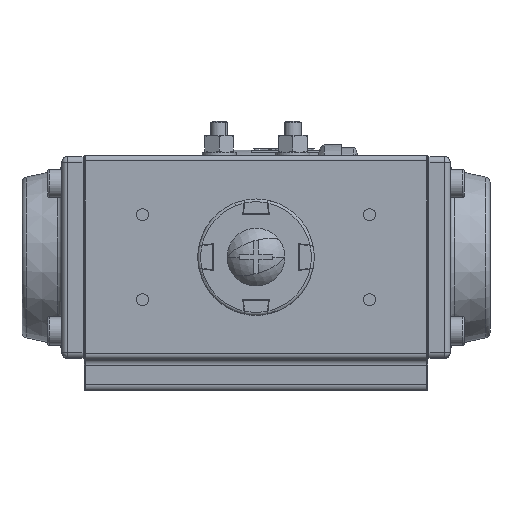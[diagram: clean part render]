
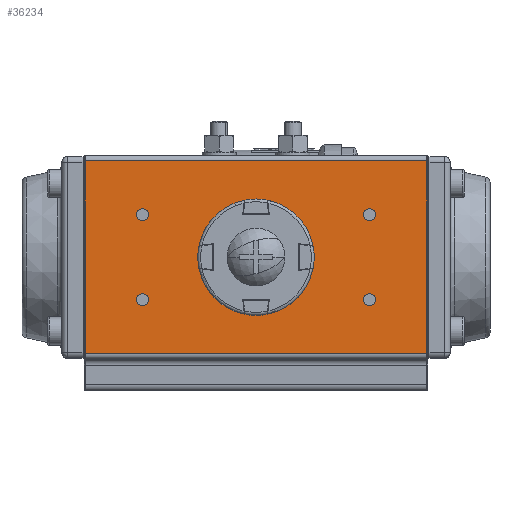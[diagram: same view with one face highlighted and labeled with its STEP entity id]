
A CAD part, top view. The second image highlights one B-rep face of the part: STEP entity #36234.
In plain terms, the highlighted planar face has unit normal (0, 0, 1).
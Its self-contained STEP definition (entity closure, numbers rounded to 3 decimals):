
#36095=CARTESIAN_POINT('',(-60.5,34.,155.));
#36096=DIRECTION('',(-0.,-0.,-1.));
#36097=DIRECTION('',(-0.,-1.,0.));
#36098=AXIS2_PLACEMENT_3D('',#36095,#36096,#36097);
#36099=PLANE('',#36098);
#36100=CARTESIAN_POINT('',(37.9,15.,155.));
#36101=VERTEX_POINT('',#36100);
#36102=CARTESIAN_POINT('',(42.1,15.,155.));
#36103=VERTEX_POINT('',#36102);
#36104=CARTESIAN_POINT('',(40.,15.,155.));
#36105=DIRECTION('',(0.,0.,1.));
#36106=DIRECTION('',(-1.,0.,0.));
#36107=AXIS2_PLACEMENT_3D('',#36104,#36105,#36106);
#36108=CIRCLE('',#36107,2.1);
#36109=EDGE_CURVE('NONE',#36101,#36103,#36108,.T.);
#36110=ORIENTED_EDGE('',*,*,#36109,.F.);
#36111=CARTESIAN_POINT('',(40.,15.,155.));
#36112=DIRECTION('',(0.,0.,1.));
#36113=DIRECTION('',(-1.,0.,0.));
#36114=AXIS2_PLACEMENT_3D('',#36111,#36112,#36113);
#36115=CIRCLE('',#36114,2.1);
#36116=EDGE_CURVE('NONE',#36103,#36101,#36115,.T.);
#36117=ORIENTED_EDGE('',*,*,#36116,.F.);
#36118=EDGE_LOOP('',(#36110,#36117));
#36119=FACE_BOUND('',#36118,.T.);
#36120=CARTESIAN_POINT('',(37.9,-15.,155.));
#36121=VERTEX_POINT('',#36120);
#36122=CARTESIAN_POINT('',(42.1,-15.,155.));
#36123=VERTEX_POINT('',#36122);
#36124=CARTESIAN_POINT('',(40.,-15.,155.));
#36125=DIRECTION('',(0.,0.,1.));
#36126=DIRECTION('',(-1.,0.,0.));
#36127=AXIS2_PLACEMENT_3D('',#36124,#36125,#36126);
#36128=CIRCLE('',#36127,2.1);
#36129=EDGE_CURVE('NONE',#36121,#36123,#36128,.T.);
#36130=ORIENTED_EDGE('',*,*,#36129,.F.);
#36131=CARTESIAN_POINT('',(40.,-15.,155.));
#36132=DIRECTION('',(0.,0.,1.));
#36133=DIRECTION('',(-1.,0.,0.));
#36134=AXIS2_PLACEMENT_3D('',#36131,#36132,#36133);
#36135=CIRCLE('',#36134,2.1);
#36136=EDGE_CURVE('NONE',#36123,#36121,#36135,.T.);
#36137=ORIENTED_EDGE('',*,*,#36136,.F.);
#36138=EDGE_LOOP('',(#36130,#36137));
#36139=FACE_BOUND('',#36138,.T.);
#36140=CARTESIAN_POINT('',(-60.279,-34.,155.));
#36141=VERTEX_POINT('',#36140);
#36142=CARTESIAN_POINT('',(60.279,-34.,155.));
#36143=VERTEX_POINT('',#36142);
#36144=CARTESIAN_POINT('',(-60.279,-34.,155.));
#36145=DIRECTION('',(1.,-0.,-0.));
#36146=VECTOR('',#36145,120.558);
#36147=LINE('',#36144,#36146);
#36148=EDGE_CURVE('',#36141,#36143,#36147,.T.);
#36149=ORIENTED_EDGE('',*,*,#36148,.T.);
#36150=CARTESIAN_POINT('',(60.279,34.,155.));
#36151=VERTEX_POINT('',#36150);
#36152=CARTESIAN_POINT('',(60.279,-34.,155.));
#36153=DIRECTION('',(0.,1.,-0.));
#36154=VECTOR('',#36153,68.);
#36155=LINE('',#36152,#36154);
#36156=EDGE_CURVE('',#36143,#36151,#36155,.T.);
#36157=ORIENTED_EDGE('',*,*,#36156,.T.);
#36158=CARTESIAN_POINT('',(-60.279,34.,155.));
#36159=VERTEX_POINT('',#36158);
#36160=CARTESIAN_POINT('',(-60.279,34.,155.));
#36161=DIRECTION('',(1.,-0.,-0.));
#36162=VECTOR('',#36161,120.558);
#36163=LINE('',#36160,#36162);
#36164=EDGE_CURVE('',#36159,#36151,#36163,.T.);
#36165=ORIENTED_EDGE('',*,*,#36164,.F.);
#36166=CARTESIAN_POINT('',(-60.279,34.,155.));
#36167=DIRECTION('',(-0.,-1.,0.));
#36168=VECTOR('',#36167,68.);
#36169=LINE('',#36166,#36168);
#36170=EDGE_CURVE('',#36159,#36141,#36169,.T.);
#36171=ORIENTED_EDGE('',*,*,#36170,.T.);
#36172=EDGE_LOOP('',(#36149,#36157,#36165,#36171));
#36173=FACE_BOUND('',#36172,.T.);
#36174=CARTESIAN_POINT('',(-42.1,15.,155.));
#36175=VERTEX_POINT('',#36174);
#36176=CARTESIAN_POINT('',(-37.9,15.,155.));
#36177=VERTEX_POINT('',#36176);
#36178=CARTESIAN_POINT('',(-40.,15.,155.));
#36179=DIRECTION('',(0.,0.,1.));
#36180=DIRECTION('',(-1.,0.,0.));
#36181=AXIS2_PLACEMENT_3D('',#36178,#36179,#36180);
#36182=CIRCLE('',#36181,2.1);
#36183=EDGE_CURVE('NONE',#36175,#36177,#36182,.T.);
#36184=ORIENTED_EDGE('',*,*,#36183,.F.);
#36185=CARTESIAN_POINT('',(-40.,15.,155.));
#36186=DIRECTION('',(0.,0.,1.));
#36187=DIRECTION('',(-1.,0.,0.));
#36188=AXIS2_PLACEMENT_3D('',#36185,#36186,#36187);
#36189=CIRCLE('',#36188,2.1);
#36190=EDGE_CURVE('NONE',#36177,#36175,#36189,.T.);
#36191=ORIENTED_EDGE('',*,*,#36190,.F.);
#36192=EDGE_LOOP('',(#36184,#36191));
#36193=FACE_BOUND('',#36192,.T.);
#36194=CARTESIAN_POINT('',(-42.1,-15.,155.));
#36195=VERTEX_POINT('',#36194);
#36196=CARTESIAN_POINT('',(-37.9,-15.,155.));
#36197=VERTEX_POINT('',#36196);
#36198=CARTESIAN_POINT('',(-40.,-15.,155.));
#36199=DIRECTION('',(0.,0.,1.));
#36200=DIRECTION('',(-1.,0.,0.));
#36201=AXIS2_PLACEMENT_3D('',#36198,#36199,#36200);
#36202=CIRCLE('',#36201,2.1);
#36203=EDGE_CURVE('NONE',#36195,#36197,#36202,.T.);
#36204=ORIENTED_EDGE('',*,*,#36203,.F.);
#36205=CARTESIAN_POINT('',(-40.,-15.,155.));
#36206=DIRECTION('',(0.,0.,1.));
#36207=DIRECTION('',(-1.,0.,0.));
#36208=AXIS2_PLACEMENT_3D('',#36205,#36206,#36207);
#36209=CIRCLE('',#36208,2.1);
#36210=EDGE_CURVE('NONE',#36197,#36195,#36209,.T.);
#36211=ORIENTED_EDGE('',*,*,#36210,.F.);
#36212=EDGE_LOOP('',(#36204,#36211));
#36213=FACE_BOUND('',#36212,.T.);
#36214=CARTESIAN_POINT('',(-9.,-0.,155.));
#36215=VERTEX_POINT('',#36214);
#36216=CARTESIAN_POINT('',(9.,-0.,155.));
#36217=VERTEX_POINT('',#36216);
#36218=CARTESIAN_POINT('',(0.,-0.,155.));
#36219=DIRECTION('',(-0.,-0.,-1.));
#36220=DIRECTION('',(-0.,-1.,0.));
#36221=AXIS2_PLACEMENT_3D('',#36218,#36219,#36220);
#36222=CIRCLE('',#36221,9.);
#36223=EDGE_CURVE('',#36215,#36217,#36222,.T.);
#36224=ORIENTED_EDGE('',*,*,#36223,.T.);
#36225=CARTESIAN_POINT('',(0.,-0.,155.));
#36226=DIRECTION('',(-0.,-0.,-1.));
#36227=DIRECTION('',(-0.,-1.,0.));
#36228=AXIS2_PLACEMENT_3D('',#36225,#36226,#36227);
#36229=CIRCLE('',#36228,9.);
#36230=EDGE_CURVE('',#36217,#36215,#36229,.T.);
#36231=ORIENTED_EDGE('',*,*,#36230,.T.);
#36232=EDGE_LOOP('',(#36224,#36231));
#36233=FACE_BOUND('',#36232,.T.);
#36234=ADVANCED_FACE('',(#36119,#36139,#36173,#36193,#36213,#36233),#36099,.F.);
